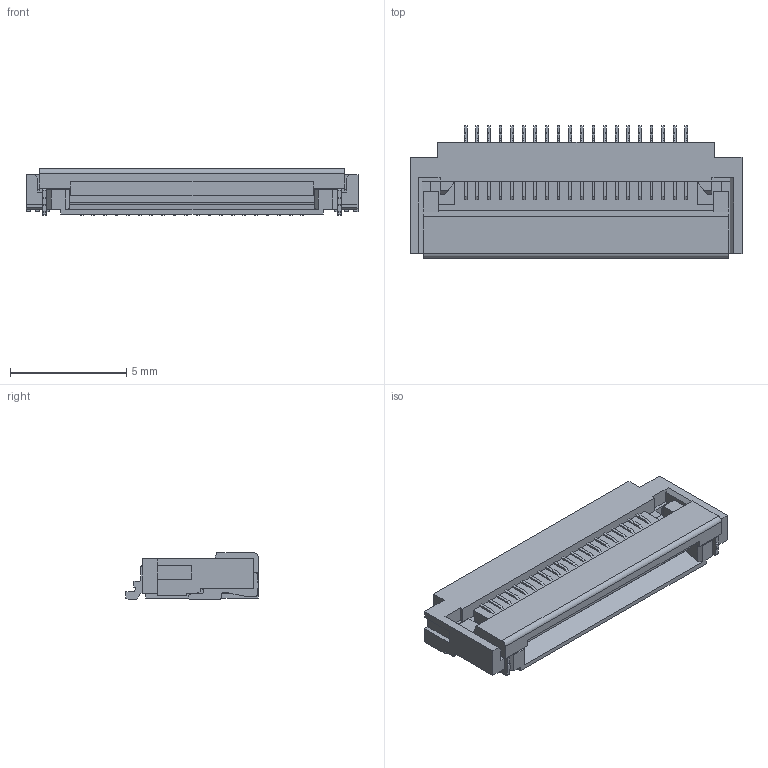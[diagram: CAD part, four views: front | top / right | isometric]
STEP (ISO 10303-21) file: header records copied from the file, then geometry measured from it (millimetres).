
FILE_DESCRIPTION(('CoCreate Modeling STEP Export'),'2;1');
FILE_NAME('FH52-20S-0.5SH.stp','2013-05-10T10:37:03',(''),(''),'CoCreate Modeling STEP processor for AP214 (Solid Model)','CoCreate Modeling 17.0 01-Apr-2010 (C) Parametric Technology GmbH','');
FILE_SCHEMA(('AUTOMOTIVE_DESIGN { 1 0 10303 214 1 1 1 1 }'));
Length unit declared in the file: millimetre
Products named in the file (1): FH52-20S-0.5SH
Bounding box: 14.3 x 5.7 x 2 mm (x, y, z)
Volume: 89.2 mm3; surface area: 378.2 mm2
Topology: 1 solids, 1 shells, 672 faces, 2008 edges, 1336 vertices
Faces by surface type: plane 571, cylinder 101
Entity records: 22021 total; most frequent: ORIENTED_EDGE 4016, CARTESIAN_POINT 3949, DIRECTION 3441, EDGE_CURVE 2008, VECTOR 1785, LINE 1785, VERTEX_POINT 1336, AXIS2_PLACEMENT_3D 828
